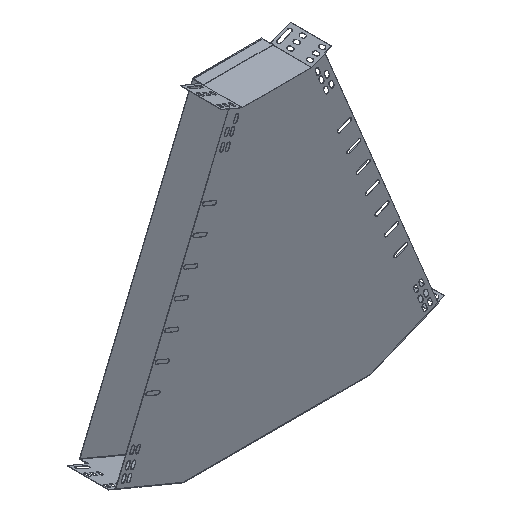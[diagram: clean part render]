
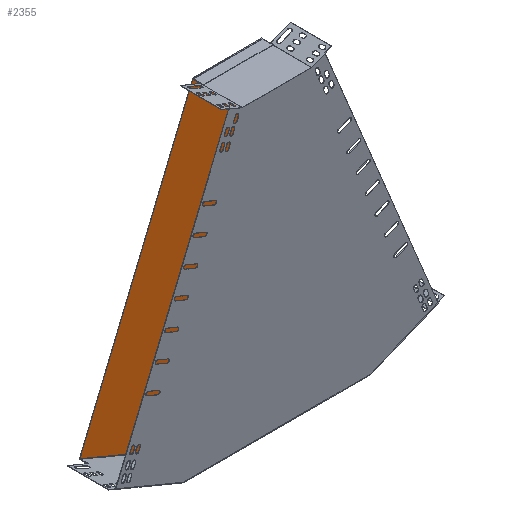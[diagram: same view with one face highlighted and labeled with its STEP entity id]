
A CAD part, isometric view. The second image highlights one B-rep face of the part: STEP entity #2355.
In plain terms, the highlighted planar face has unit normal (0, -1, 0).
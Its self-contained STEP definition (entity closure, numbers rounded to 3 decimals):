
#154 = CARTESIAN_POINT ( 'NONE',  ( 97.208, 239.156, 385.341 ) ) ;
#311 = VECTOR ( 'NONE', #6475, 1000. ) ;
#419 = ORIENTED_EDGE ( 'NONE', *, *, #5451, .F. ) ;
#423 = DIRECTION ( 'NONE',  ( 0., 0., -1. ) ) ;
#455 = VECTOR ( 'NONE', #8057, 1000. ) ;
#542 = ORIENTED_EDGE ( 'NONE', *, *, #9870, .F. ) ;
#643 = DIRECTION ( 'NONE',  ( 0., 0., -1. ) ) ;
#704 = LINE ( 'NONE', #4445, #2881 ) ;
#737 = CARTESIAN_POINT ( 'NONE',  ( 216.555, 239.156, -215.659 ) ) ;
#906 = CARTESIAN_POINT ( 'NONE',  ( 326.818, 239.156, -168.986 ) ) ;
#1471 = CARTESIAN_POINT ( 'NONE',  ( 97.208, 239.156, 386.341 ) ) ;
#1783 = EDGE_CURVE ( 'NONE', #6137, #4317, #2460, .T. ) ;
#1871 = ORIENTED_EDGE ( 'NONE', *, *, #1783, .F. ) ;
#1894 = AXIS2_PLACEMENT_3D ( 'NONE', #3885, #5520, #643 ) ;
#1909 = CARTESIAN_POINT ( 'NONE',  ( -44.214, 239.156, 386.341 ) ) ;
#1965 = CARTESIAN_POINT ( 'NONE',  ( -44.214, 239.156, 386.341 ) ) ;
#2031 = CARTESIAN_POINT ( 'NONE',  ( -44.214, 239.156, 386.341 ) ) ;
#2060 = EDGE_CURVE ( 'NONE', #8179, #4347, #10462, .T. ) ;
#2135 = EDGE_CURVE ( 'NONE', #8179, #7800, #9695, .T. ) ;
#2355 = ADVANCED_FACE ( 'NONE', ( #5835 ), #10375, .T. ) ;
#2434 = ORIENTED_EDGE ( 'NONE', *, *, #7102, .F. ) ;
#2460 = LINE ( 'NONE', #8897, #311 ) ;
#2494 = EDGE_CURVE ( 'NONE', #7800, #8970, #10527, .T. ) ;
#2608 = LINE ( 'NONE', #737, #455 ) ;
#2635 = VECTOR ( 'NONE', #4102, 1000. ) ;
#2708 = CARTESIAN_POINT ( 'NONE',  ( 97.208, 239.156, 386.341 ) ) ;
#2835 = ORIENTED_EDGE ( 'NONE', *, *, #7821, .T. ) ;
#2881 = VECTOR ( 'NONE', #8501, 1000. ) ;
#2966 = CARTESIAN_POINT ( 'NONE',  ( 326.818, 239.156, -168.986 ) ) ;
#3627 = EDGE_LOOP ( 'NONE', ( #419, #542, #7548, #9056, #4271, #2434, #9618, #1871, #7413, #2835 ) ) ;
#3736 = EDGE_CURVE ( 'NONE', #4317, #9390, #5923, .T. ) ;
#3787 = DIRECTION ( 'NONE',  ( -0.924, 0., -0.383 ) ) ;
#3885 = CARTESIAN_POINT ( 'NONE',  ( 326.818, 239.156, -168.986 ) ) ;
#4102 = DIRECTION ( 'NONE',  ( 0.383, 0., -0.924 ) ) ;
#4241 = VECTOR ( 'NONE', #7580, 1000. ) ;
#4271 = ORIENTED_EDGE ( 'NONE', *, *, #2494, .T. ) ;
#4317 = VERTEX_POINT ( 'NONE', #9042 ) ;
#4347 = VERTEX_POINT ( 'NONE', #154 ) ;
#4445 = CARTESIAN_POINT ( 'NONE',  ( -44.214, 239.156, 385.341 ) ) ;
#4700 = VERTEX_POINT ( 'NONE', #8526 ) ;
#5451 = EDGE_CURVE ( 'NONE', #7671, #9583, #6950, .T. ) ;
#5520 = DIRECTION ( 'NONE',  ( 0., -1., 0. ) ) ;
#5823 = EDGE_CURVE ( 'NONE', #6137, #4700, #2608, .T. ) ;
#5835 = FACE_OUTER_BOUND ( 'NONE', #3627, .T. ) ;
#5923 = LINE ( 'NONE', #6972, #8088 ) ;
#6137 = VERTEX_POINT ( 'NONE', #7659 ) ;
#6215 = VECTOR ( 'NONE', #423, 1000. ) ;
#6475 = DIRECTION ( 'NONE',  ( 0., 0., 1. ) ) ;
#6614 = DIRECTION ( 'NONE',  ( 0., 0., 1. ) ) ;
#6792 = LINE ( 'NONE', #9848, #8332 ) ;
#6837 = DIRECTION ( 'NONE',  ( -1., 0., 0. ) ) ;
#6950 = LINE ( 'NONE', #2966, #8598 ) ;
#6972 = CARTESIAN_POINT ( 'NONE',  ( -273.824, 239.156, -168.986 ) ) ;
#7102 = EDGE_CURVE ( 'NONE', #9390, #8970, #704, .T. ) ;
#7369 = CARTESIAN_POINT ( 'NONE',  ( 97.208, 239.156, 385.341 ) ) ;
#7413 = ORIENTED_EDGE ( 'NONE', *, *, #5823, .T. ) ;
#7475 = LINE ( 'NONE', #7369, #2635 ) ;
#7541 = VECTOR ( 'NONE', #6837, 1000. ) ;
#7548 = ORIENTED_EDGE ( 'NONE', *, *, #2060, .F. ) ;
#7580 = DIRECTION ( 'NONE',  ( 0., 0., -1. ) ) ;
#7659 = CARTESIAN_POINT ( 'NONE',  ( -163.561, 239.156, -215.659 ) ) ;
#7671 = VERTEX_POINT ( 'NONE', #906 ) ;
#7777 = DIRECTION ( 'NONE',  ( -0.924, 0., 0.383 ) ) ;
#7800 = VERTEX_POINT ( 'NONE', #1909 ) ;
#7821 = EDGE_CURVE ( 'NONE', #4700, #9583, #6792, .T. ) ;
#8057 = DIRECTION ( 'NONE',  ( 1., 0., 0. ) ) ;
#8088 = VECTOR ( 'NONE', #7777, 1000. ) ;
#8179 = VERTEX_POINT ( 'NONE', #1471 ) ;
#8332 = VECTOR ( 'NONE', #6614, 1000. ) ;
#8337 = CARTESIAN_POINT ( 'NONE',  ( -273.824, 239.156, -168.986 ) ) ;
#8501 = DIRECTION ( 'NONE',  ( 0.383, 0., 0.924 ) ) ;
#8526 = CARTESIAN_POINT ( 'NONE',  ( 216.555, 239.156, -215.659 ) ) ;
#8598 = VECTOR ( 'NONE', #3787, 1000. ) ;
#8817 = CARTESIAN_POINT ( 'NONE',  ( -44.214, 239.156, 385.341 ) ) ;
#8897 = CARTESIAN_POINT ( 'NONE',  ( -163.561, 239.156, -215.659 ) ) ;
#8970 = VERTEX_POINT ( 'NONE', #8817 ) ;
#9042 = CARTESIAN_POINT ( 'NONE',  ( -163.561, 239.156, -214.659 ) ) ;
#9056 = ORIENTED_EDGE ( 'NONE', *, *, #2135, .T. ) ;
#9390 = VERTEX_POINT ( 'NONE', #8337 ) ;
#9431 = CARTESIAN_POINT ( 'NONE',  ( 216.555, 239.156, -214.659 ) ) ;
#9583 = VERTEX_POINT ( 'NONE', #9431 ) ;
#9618 = ORIENTED_EDGE ( 'NONE', *, *, #3736, .F. ) ;
#9695 = LINE ( 'NONE', #1965, #7541 ) ;
#9848 = CARTESIAN_POINT ( 'NONE',  ( 216.555, 239.156, -215.659 ) ) ;
#9870 = EDGE_CURVE ( 'NONE', #4347, #7671, #7475, .T. ) ;
#10375 = PLANE ( 'NONE',  #1894 ) ;
#10462 = LINE ( 'NONE', #2708, #4241 ) ;
#10527 = LINE ( 'NONE', #2031, #6215 ) ;
